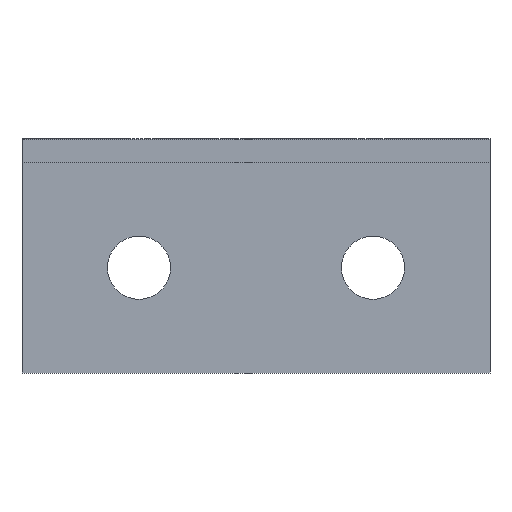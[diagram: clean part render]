
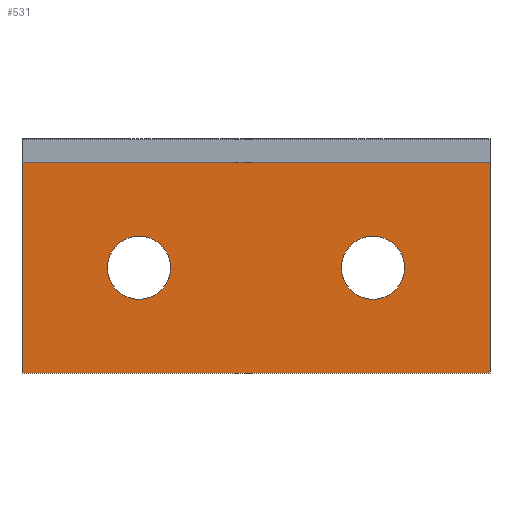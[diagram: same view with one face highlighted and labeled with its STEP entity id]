
A CAD part, front view. The second image highlights one B-rep face of the part: STEP entity #531.
In plain terms, the highlighted planar face has unit normal (0, -1, 0).
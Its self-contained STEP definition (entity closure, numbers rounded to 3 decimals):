
#24 = VERTEX_POINT('',#25);
#25 = CARTESIAN_POINT('',(-30.,-15.,-3.));
#32 = PLANE('',#33);
#33 = AXIS2_PLACEMENT_3D('',#34,#35,#36);
#34 = CARTESIAN_POINT('',(-30.,-15.,0.));
#35 = DIRECTION('',(0.,-1.,0.));
#36 = DIRECTION('',(1.,0.,0.));
#56 = EDGE_CURVE('',#24,#57,#59,.T.);
#57 = VERTEX_POINT('',#58);
#58 = CARTESIAN_POINT('',(30.,-15.,-3.));
#59 = SURFACE_CURVE('',#60,(#64,#71),.PCURVE_S1.);
#60 = LINE('',#61,#62);
#61 = CARTESIAN_POINT('',(-30.,-15.,-3.));
#62 = VECTOR('',#63,1.);
#63 = DIRECTION('',(1.,0.,0.));
#64 = PCURVE('',#32,#65);
#65 = DEFINITIONAL_REPRESENTATION('',(#66),#70);
#66 = LINE('',#67,#68);
#67 = CARTESIAN_POINT('',(0.,-3.));
#68 = VECTOR('',#69,1.);
#69 = DIRECTION('',(1.,0.));
#70 = ( GEOMETRIC_REPRESENTATION_CONTEXT(2) 
PARAMETRIC_REPRESENTATION_CONTEXT() REPRESENTATION_CONTEXT('2D SPACE',''
  ) );
#71 = PCURVE('',#72,#77);
#72 = PLANE('',#73);
#73 = AXIS2_PLACEMENT_3D('',#74,#75,#76);
#74 = CARTESIAN_POINT('',(-30.,-15.,-3.));
#75 = DIRECTION('',(0.,-1.,0.));
#76 = DIRECTION('',(1.,0.,0.));
#77 = DEFINITIONAL_REPRESENTATION('',(#78),#82);
#78 = LINE('',#79,#80);
#79 = CARTESIAN_POINT('',(0.,0.));
#80 = VECTOR('',#81,1.);
#81 = DIRECTION('',(1.,0.));
#82 = ( GEOMETRIC_REPRESENTATION_CONTEXT(2) 
PARAMETRIC_REPRESENTATION_CONTEXT() REPRESENTATION_CONTEXT('2D SPACE',''
  ) );
#213 = PLANE('',#214);
#214 = AXIS2_PLACEMENT_3D('',#215,#216,#217);
#215 = CARTESIAN_POINT('',(-30.,-12.,-3.));
#216 = DIRECTION('',(-1.,0.,0.));
#217 = DIRECTION('',(-0.,-1.,0.));
#267 = PLANE('',#268);
#268 = AXIS2_PLACEMENT_3D('',#269,#270,#271);
#269 = CARTESIAN_POINT('',(30.,-15.,-3.));
#270 = DIRECTION('',(1.,0.,0.));
#271 = DIRECTION('',(0.,1.,0.));
#531 = ADVANCED_FACE('',(#532,#607,#638),#72,.T.);
#532 = FACE_BOUND('',#533,.T.);
#533 = EDGE_LOOP('',(#534,#557,#585,#606));
#534 = ORIENTED_EDGE('',*,*,#535,.T.);
#535 = EDGE_CURVE('',#24,#536,#538,.T.);
#536 = VERTEX_POINT('',#537);
#537 = CARTESIAN_POINT('',(-30.,-15.,-30.));
#538 = SURFACE_CURVE('',#539,(#543,#550),.PCURVE_S1.);
#539 = LINE('',#540,#541);
#540 = CARTESIAN_POINT('',(-30.,-15.,-3.));
#541 = VECTOR('',#542,1.);
#542 = DIRECTION('',(0.,0.,-1.));
#543 = PCURVE('',#72,#544);
#544 = DEFINITIONAL_REPRESENTATION('',(#545),#549);
#545 = LINE('',#546,#547);
#546 = CARTESIAN_POINT('',(0.,0.));
#547 = VECTOR('',#548,1.);
#548 = DIRECTION('',(0.,-1.));
#549 = ( GEOMETRIC_REPRESENTATION_CONTEXT(2) 
PARAMETRIC_REPRESENTATION_CONTEXT() REPRESENTATION_CONTEXT('2D SPACE',''
  ) );
#550 = PCURVE('',#213,#551);
#551 = DEFINITIONAL_REPRESENTATION('',(#552),#556);
#552 = LINE('',#553,#554);
#553 = CARTESIAN_POINT('',(3.,0.));
#554 = VECTOR('',#555,1.);
#555 = DIRECTION('',(0.,-1.));
#556 = ( GEOMETRIC_REPRESENTATION_CONTEXT(2) 
PARAMETRIC_REPRESENTATION_CONTEXT() REPRESENTATION_CONTEXT('2D SPACE',''
  ) );
#557 = ORIENTED_EDGE('',*,*,#558,.T.);
#558 = EDGE_CURVE('',#536,#559,#561,.T.);
#559 = VERTEX_POINT('',#560);
#560 = CARTESIAN_POINT('',(30.,-15.,-30.));
#561 = SURFACE_CURVE('',#562,(#566,#573),.PCURVE_S1.);
#562 = LINE('',#563,#564);
#563 = CARTESIAN_POINT('',(-30.,-15.,-30.));
#564 = VECTOR('',#565,1.);
#565 = DIRECTION('',(1.,0.,0.));
#566 = PCURVE('',#72,#567);
#567 = DEFINITIONAL_REPRESENTATION('',(#568),#572);
#568 = LINE('',#569,#570);
#569 = CARTESIAN_POINT('',(0.,-27.));
#570 = VECTOR('',#571,1.);
#571 = DIRECTION('',(1.,0.));
#572 = ( GEOMETRIC_REPRESENTATION_CONTEXT(2) 
PARAMETRIC_REPRESENTATION_CONTEXT() REPRESENTATION_CONTEXT('2D SPACE',''
  ) );
#573 = PCURVE('',#574,#579);
#574 = PLANE('',#575);
#575 = AXIS2_PLACEMENT_3D('',#576,#577,#578);
#576 = CARTESIAN_POINT('',(0.,-13.5,-30.));
#577 = DIRECTION('',(0.,0.,1.));
#578 = DIRECTION('',(0.,1.,0.));
#579 = DEFINITIONAL_REPRESENTATION('',(#580),#584);
#580 = LINE('',#581,#582);
#581 = CARTESIAN_POINT('',(-1.5,30.));
#582 = VECTOR('',#583,1.);
#583 = DIRECTION('',(0.,-1.));
#584 = ( GEOMETRIC_REPRESENTATION_CONTEXT(2) 
PARAMETRIC_REPRESENTATION_CONTEXT() REPRESENTATION_CONTEXT('2D SPACE',''
  ) );
#585 = ORIENTED_EDGE('',*,*,#586,.F.);
#586 = EDGE_CURVE('',#57,#559,#587,.T.);
#587 = SURFACE_CURVE('',#588,(#592,#599),.PCURVE_S1.);
#588 = LINE('',#589,#590);
#589 = CARTESIAN_POINT('',(30.,-15.,-3.));
#590 = VECTOR('',#591,1.);
#591 = DIRECTION('',(0.,0.,-1.));
#592 = PCURVE('',#72,#593);
#593 = DEFINITIONAL_REPRESENTATION('',(#594),#598);
#594 = LINE('',#595,#596);
#595 = CARTESIAN_POINT('',(60.,0.));
#596 = VECTOR('',#597,1.);
#597 = DIRECTION('',(0.,-1.));
#598 = ( GEOMETRIC_REPRESENTATION_CONTEXT(2) 
PARAMETRIC_REPRESENTATION_CONTEXT() REPRESENTATION_CONTEXT('2D SPACE',''
  ) );
#599 = PCURVE('',#267,#600);
#600 = DEFINITIONAL_REPRESENTATION('',(#601),#605);
#601 = LINE('',#602,#603);
#602 = CARTESIAN_POINT('',(0.,0.));
#603 = VECTOR('',#604,1.);
#604 = DIRECTION('',(0.,-1.));
#605 = ( GEOMETRIC_REPRESENTATION_CONTEXT(2) 
PARAMETRIC_REPRESENTATION_CONTEXT() REPRESENTATION_CONTEXT('2D SPACE',''
  ) );
#606 = ORIENTED_EDGE('',*,*,#56,.F.);
#607 = FACE_BOUND('',#608,.T.);
#608 = EDGE_LOOP('',(#609));
#609 = ORIENTED_EDGE('',*,*,#610,.F.);
#610 = EDGE_CURVE('',#611,#611,#613,.T.);
#611 = VERTEX_POINT('',#612);
#612 = CARTESIAN_POINT('',(-19.05,-15.,-16.5));
#613 = SURFACE_CURVE('',#614,(#619,#626),.PCURVE_S1.);
#614 = CIRCLE('',#615,4.05);
#615 = AXIS2_PLACEMENT_3D('',#616,#617,#618);
#616 = CARTESIAN_POINT('',(-15.,-15.,-16.5));
#617 = DIRECTION('',(0.,-1.,0.));
#618 = DIRECTION('',(-1.,-0.,0.));
#619 = PCURVE('',#72,#620);
#620 = DEFINITIONAL_REPRESENTATION('',(#621),#625);
#621 = CIRCLE('',#622,4.05);
#622 = AXIS2_PLACEMENT_2D('',#623,#624);
#623 = CARTESIAN_POINT('',(15.,-13.5));
#624 = DIRECTION('',(-1.,0.));
#625 = ( GEOMETRIC_REPRESENTATION_CONTEXT(2) 
PARAMETRIC_REPRESENTATION_CONTEXT() REPRESENTATION_CONTEXT('2D SPACE',''
  ) );
#626 = PCURVE('',#627,#632);
#627 = CYLINDRICAL_SURFACE('',#628,4.05);
#628 = AXIS2_PLACEMENT_3D('',#629,#630,#631);
#629 = CARTESIAN_POINT('',(-15.,-14.835,-16.5));
#630 = DIRECTION('',(0.,-1.,0.));
#631 = DIRECTION('',(-1.,0.,0.));
#632 = DEFINITIONAL_REPRESENTATION('',(#633),#637);
#633 = LINE('',#634,#635);
#634 = CARTESIAN_POINT('',(-6.283,0.165));
#635 = VECTOR('',#636,1.);
#636 = DIRECTION('',(1.,-0.));
#637 = ( GEOMETRIC_REPRESENTATION_CONTEXT(2) 
PARAMETRIC_REPRESENTATION_CONTEXT() REPRESENTATION_CONTEXT('2D SPACE',''
  ) );
#638 = FACE_BOUND('',#639,.T.);
#639 = EDGE_LOOP('',(#640));
#640 = ORIENTED_EDGE('',*,*,#641,.F.);
#641 = EDGE_CURVE('',#642,#642,#644,.T.);
#642 = VERTEX_POINT('',#643);
#643 = CARTESIAN_POINT('',(10.95,-15.,-16.5));
#644 = SURFACE_CURVE('',#645,(#650,#657),.PCURVE_S1.);
#645 = CIRCLE('',#646,4.05);
#646 = AXIS2_PLACEMENT_3D('',#647,#648,#649);
#647 = CARTESIAN_POINT('',(15.,-15.,-16.5));
#648 = DIRECTION('',(0.,-1.,0.));
#649 = DIRECTION('',(-1.,-0.,0.));
#650 = PCURVE('',#72,#651);
#651 = DEFINITIONAL_REPRESENTATION('',(#652),#656);
#652 = CIRCLE('',#653,4.05);
#653 = AXIS2_PLACEMENT_2D('',#654,#655);
#654 = CARTESIAN_POINT('',(45.,-13.5));
#655 = DIRECTION('',(-1.,0.));
#656 = ( GEOMETRIC_REPRESENTATION_CONTEXT(2) 
PARAMETRIC_REPRESENTATION_CONTEXT() REPRESENTATION_CONTEXT('2D SPACE',''
  ) );
#657 = PCURVE('',#658,#663);
#658 = CYLINDRICAL_SURFACE('',#659,4.05);
#659 = AXIS2_PLACEMENT_3D('',#660,#661,#662);
#660 = CARTESIAN_POINT('',(15.,-14.835,-16.5));
#661 = DIRECTION('',(0.,-1.,0.));
#662 = DIRECTION('',(-1.,0.,0.));
#663 = DEFINITIONAL_REPRESENTATION('',(#664),#668);
#664 = LINE('',#665,#666);
#665 = CARTESIAN_POINT('',(-6.283,0.165));
#666 = VECTOR('',#667,1.);
#667 = DIRECTION('',(1.,-0.));
#668 = ( GEOMETRIC_REPRESENTATION_CONTEXT(2) 
PARAMETRIC_REPRESENTATION_CONTEXT() REPRESENTATION_CONTEXT('2D SPACE',''
  ) );
